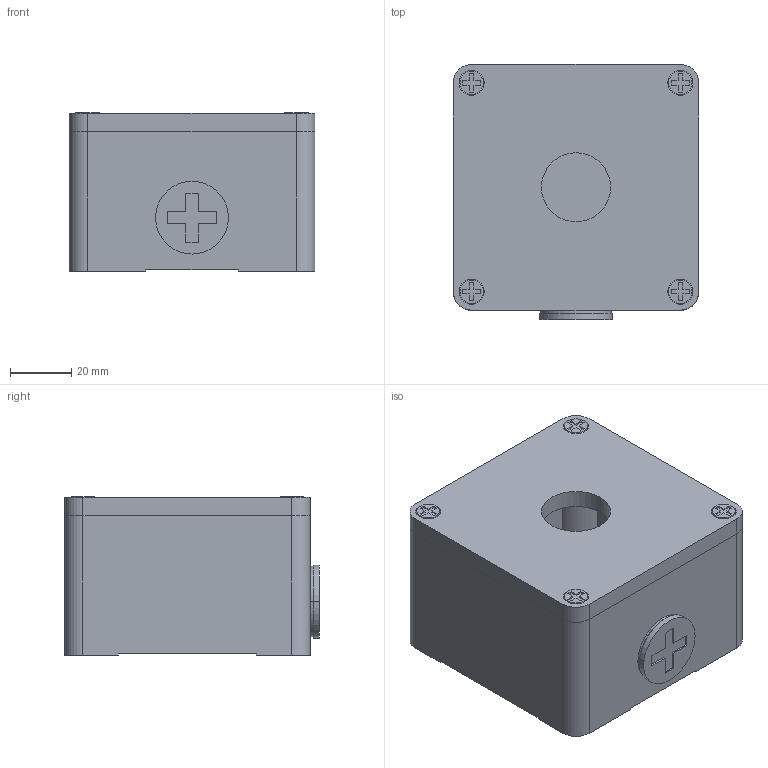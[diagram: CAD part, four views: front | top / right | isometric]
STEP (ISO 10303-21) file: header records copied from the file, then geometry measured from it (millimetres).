
FILE_DESCRIPTION((''),'2;1');
FILE_NAME('XAPG19201-3D_ASM','2021-06-17T15:53:02',('SESA231899'),('Schneider-Electric'),'CREO PARAMETRIC BY PTC INC, 2019471','CREO PARAMETRIC BY PTC INC, 2019471','');
FILE_SCHEMA(('AP242_MANAGED_MODEL_BASED_3D_ENGINEERING_MIM_LF { 1 0 10303 442 1 1 4 }'));
Products named in the file (3): XAPG19201-3D_PRT0001; XAPG19201-3D_PRT0002; XAPG19201-3D_ASM
Assembly tree (2 placements, depth 2):
  XAPG19201-3D_ASM
    XAPG19201-3D_PRT0001
    XAPG19201-3D_PRT0002
Bounding box: 80 x 83 x 51.7 mm (x, y, z)
Volume: 117345.5 mm3; surface area: 60190 mm2
Topology: 2 solids, 2 shells, 267 faces, 715 edges, 494 vertices
Faces by surface type: plane 203, cylinder 64
Entity records: 63713 total; most frequent: CARTESIAN_POINT 54993, DIRECTION 1515, ORIENTED_EDGE 1402, POLYLINE 924, EDGE_CURVE 701, VECTOR 585, LINE 585, VERTEX_POINT 466
